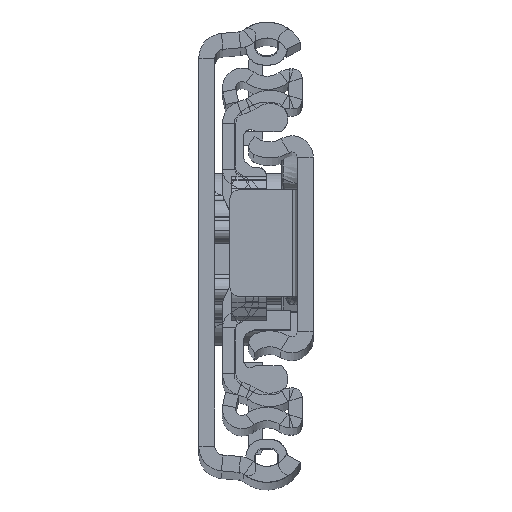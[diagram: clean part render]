
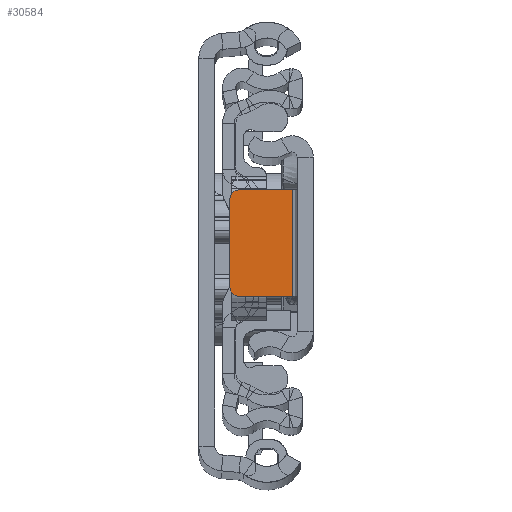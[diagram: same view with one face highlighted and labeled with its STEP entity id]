
A CAD part, top view. The second image highlights one B-rep face of the part: STEP entity #30584.
In plain terms, the highlighted planar face has unit normal (0, 0, 1).
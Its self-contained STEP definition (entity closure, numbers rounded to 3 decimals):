
#1597 = ORIENTED_EDGE ( 'NONE', *, *, #10772, .T. ) ;
#1781 = FACE_OUTER_BOUND ( 'NONE', #5769, .T. ) ;
#2245 = CARTESIAN_POINT ( 'NONE',  ( -9.4, 6.151, -6.8 ) ) ;
#4276 = DIRECTION ( 'NONE',  ( 1., 0., 0. ) ) ;
#4875 = CIRCLE ( 'NONE', #11371, 1. ) ;
#5229 = ORIENTED_EDGE ( 'NONE', *, *, #30472, .F. ) ;
#5750 = EDGE_CURVE ( 'NONE', #17828, #16140, #4875, .T. ) ;
#5769 = EDGE_LOOP ( 'NONE', ( #30083, #1597, #16058, #5229, #8307, #17452 ) ) ;
#6165 = AXIS2_PLACEMENT_3D ( 'NONE', #21095, #8801, #4276 ) ;
#6618 = PLANE ( 'NONE',  #6165 ) ;
#7054 = CARTESIAN_POINT ( 'NONE',  ( -8.4, -5.849, -6.8 ) ) ;
#7090 = DIRECTION ( 'NONE',  ( 0., 1., 0. ) ) ;
#8307 = ORIENTED_EDGE ( 'NONE', *, *, #21404, .F. ) ;
#8345 = LINE ( 'NONE', #17540, #24053 ) ;
#8398 = VECTOR ( 'NONE', #9015, 1000. ) ;
#8518 = CARTESIAN_POINT ( 'NONE',  ( -2.3, -5.849, -6.8 ) ) ;
#8801 = DIRECTION ( 'NONE',  ( 0., 0., 1. ) ) ;
#9015 = DIRECTION ( 'NONE',  ( 1., 0., 0. ) ) ;
#9517 = VERTEX_POINT ( 'NONE', #30428 ) ;
#10772 = EDGE_CURVE ( 'NONE', #26945, #28563, #19067, .T. ) ;
#11371 = AXIS2_PLACEMENT_3D ( 'NONE', #18286, #23573, #30110 ) ;
#11642 = LINE ( 'NONE', #16463, #17958 ) ;
#12719 = DIRECTION ( 'NONE',  ( 0., -1., 0. ) ) ;
#13307 = CARTESIAN_POINT ( 'NONE',  ( -9.4, 5.151, -6.8 ) ) ;
#13683 = EDGE_CURVE ( 'NONE', #26945, #16140, #16578, .T. ) ;
#14635 = VERTEX_POINT ( 'NONE', #8518 ) ;
#15736 = VECTOR ( 'NONE', #7090, 1000. ) ;
#16053 = CARTESIAN_POINT ( 'NONE',  ( -8.4, 6.151, -6.8 ) ) ;
#16058 = ORIENTED_EDGE ( 'NONE', *, *, #25936, .F. ) ;
#16140 = VERTEX_POINT ( 'NONE', #13307 ) ;
#16463 = CARTESIAN_POINT ( 'NONE',  ( -9.4, -5.849, -6.8 ) ) ;
#16578 = LINE ( 'NONE', #2245, #15736 ) ;
#17452 = ORIENTED_EDGE ( 'NONE', *, *, #5750, .T. ) ;
#17540 = CARTESIAN_POINT ( 'NONE',  ( -2.3, 6.151, -6.8 ) ) ;
#17828 = VERTEX_POINT ( 'NONE', #16053 ) ;
#17958 = VECTOR ( 'NONE', #18638, 1000. ) ;
#18286 = CARTESIAN_POINT ( 'NONE',  ( -8.4, 5.151, -6.8 ) ) ;
#18450 = DIRECTION ( 'NONE',  ( 0., 0., 1. ) ) ;
#18638 = DIRECTION ( 'NONE',  ( -1., 0., 0. ) ) ;
#19067 = CIRCLE ( 'NONE', #29994, 1. ) ;
#19889 = CARTESIAN_POINT ( 'NONE',  ( -9.4, -4.849, -6.8 ) ) ;
#21095 = CARTESIAN_POINT ( 'NONE',  ( 0., 0., -6.8 ) ) ;
#21404 = EDGE_CURVE ( 'NONE', #17828, #9517, #30810, .T. ) ;
#23435 = DIRECTION ( 'NONE',  ( 1., 0., 0. ) ) ;
#23573 = DIRECTION ( 'NONE',  ( 0., 0., 1. ) ) ;
#24053 = VECTOR ( 'NONE', #12719, 1000. ) ;
#25607 = CARTESIAN_POINT ( 'NONE',  ( -8.4, -4.849, -6.8 ) ) ;
#25936 = EDGE_CURVE ( 'NONE', #14635, #28563, #11642, .T. ) ;
#26945 = VERTEX_POINT ( 'NONE', #19889 ) ;
#28563 = VERTEX_POINT ( 'NONE', #7054 ) ;
#29994 = AXIS2_PLACEMENT_3D ( 'NONE', #25607, #18450, #23435 ) ;
#30083 = ORIENTED_EDGE ( 'NONE', *, *, #13683, .F. ) ;
#30110 = DIRECTION ( 'NONE',  ( 1., 0., 0. ) ) ;
#30428 = CARTESIAN_POINT ( 'NONE',  ( -2.3, 6.151, -6.8 ) ) ;
#30472 = EDGE_CURVE ( 'NONE', #9517, #14635, #8345, .T. ) ;
#30502 = CARTESIAN_POINT ( 'NONE',  ( -1.8, 6.151, -6.8 ) ) ;
#30584 = ADVANCED_FACE ( 'NONE', ( #1781 ), #6618, .T. ) ;
#30810 = LINE ( 'NONE', #30502, #8398 ) ;
